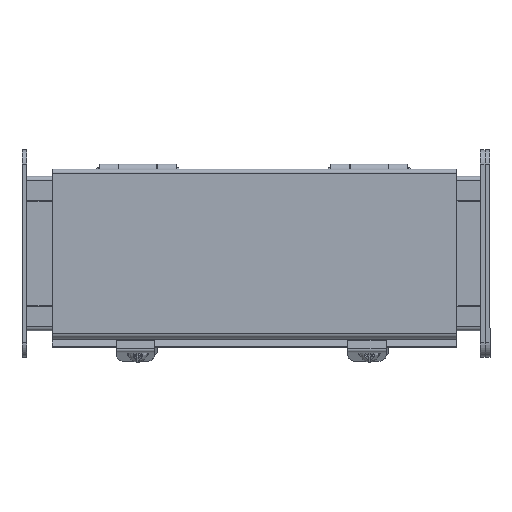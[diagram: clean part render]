
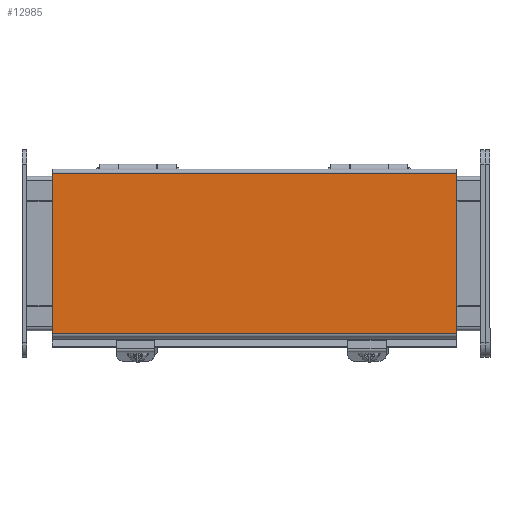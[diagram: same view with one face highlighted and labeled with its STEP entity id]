
A CAD part, top view. The second image highlights one B-rep face of the part: STEP entity #12985.
In plain terms, the highlighted planar face has unit normal (0, 0, 1).
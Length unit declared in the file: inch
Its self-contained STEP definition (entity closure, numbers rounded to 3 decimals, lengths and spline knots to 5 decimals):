
#304 = VECTOR ( 'NONE', #7773, 39.37008 ) ;
#334 = DIRECTION ( 'NONE',  ( 0., -1., 0. ) ) ;
#1003 = ORIENTED_EDGE ( 'NONE', *, *, #13200, .T. ) ;
#1894 = LINE ( 'NONE', #11370, #7886 ) ;
#2026 = ORIENTED_EDGE ( 'NONE', *, *, #10390, .T. ) ;
#2263 = CARTESIAN_POINT ( 'NONE',  ( -5.218, 2.0785, 4.172 ) ) ;
#3027 = CARTESIAN_POINT ( 'NONE',  ( 5.25, 2.0785, 4.172 ) ) ;
#3514 = LINE ( 'NONE', #2263, #304 ) ;
#5472 = DIRECTION ( 'NONE',  ( 0., 0., 1. ) ) ;
#5665 = VERTEX_POINT ( 'NONE', #10199 ) ;
#5680 = DIRECTION ( 'NONE',  ( 1., 0., 0. ) ) ;
#5829 = ORIENTED_EDGE ( 'NONE', *, *, #7566, .T. ) ;
#6462 = VERTEX_POINT ( 'NONE', #3027 ) ;
#6660 = LINE ( 'NONE', #7769, #7176 ) ;
#6829 = CARTESIAN_POINT ( 'NONE',  ( -5.218, -2.0805, 4.172 ) ) ;
#7016 = CARTESIAN_POINT ( 'NONE',  ( -5.218, 2.0785, 4.172 ) ) ;
#7176 = VECTOR ( 'NONE', #5680, 39.37008 ) ;
#7566 = EDGE_CURVE ( 'NONE', #6462, #12755, #3514, .T. ) ;
#7769 = CARTESIAN_POINT ( 'NONE',  ( -5.218, -2.0805, 4.172 ) ) ;
#7773 = DIRECTION ( 'NONE',  ( -1., 0., 0. ) ) ;
#7876 = AXIS2_PLACEMENT_3D ( 'NONE', #12859, #5472, #11875 ) ;
#7886 = VECTOR ( 'NONE', #12559, 39.37008 ) ;
#8278 = VERTEX_POINT ( 'NONE', #6829 ) ;
#8891 = LINE ( 'NONE', #12026, #11605 ) ;
#10199 = CARTESIAN_POINT ( 'NONE',  ( 5.25, -2.0805, 4.172 ) ) ;
#10390 = EDGE_CURVE ( 'NONE', #12755, #8278, #8891, .T. ) ;
#10743 = EDGE_CURVE ( 'NONE', #8278, #5665, #6660, .T. ) ;
#11370 = CARTESIAN_POINT ( 'NONE',  ( 5.25, -2.1885, 4.172 ) ) ;
#11605 = VECTOR ( 'NONE', #334, 39.37008 ) ;
#11802 = PLANE ( 'NONE',  #7876 ) ;
#11815 = ORIENTED_EDGE ( 'NONE', *, *, #10743, .T. ) ;
#11875 = DIRECTION ( 'NONE',  ( 1., 0., 0. ) ) ;
#12026 = CARTESIAN_POINT ( 'NONE',  ( -5.218, -2.1885, 4.172 ) ) ;
#12559 = DIRECTION ( 'NONE',  ( 0., 1., 0. ) ) ;
#12719 = FACE_OUTER_BOUND ( 'NONE', #13287, .T. ) ;
#12755 = VERTEX_POINT ( 'NONE', #7016 ) ;
#12859 = CARTESIAN_POINT ( 'NONE',  ( -5.218, -2.1885, 4.172 ) ) ;
#12985 = ADVANCED_FACE ( 'NONE', ( #12719 ), #11802, .T. ) ;
#13200 = EDGE_CURVE ( 'NONE', #5665, #6462, #1894, .T. ) ;
#13287 = EDGE_LOOP ( 'NONE', ( #2026, #11815, #1003, #5829 ) ) ;
